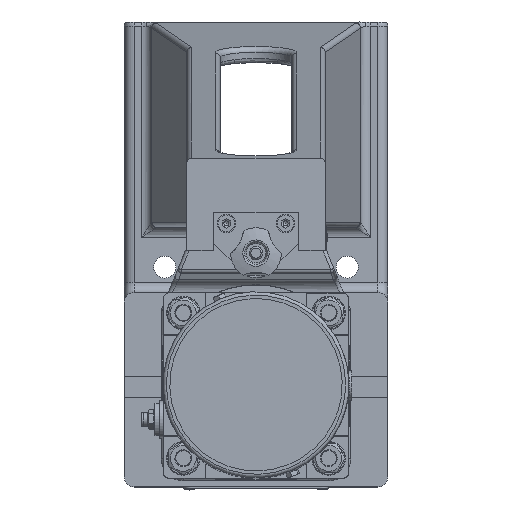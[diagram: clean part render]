
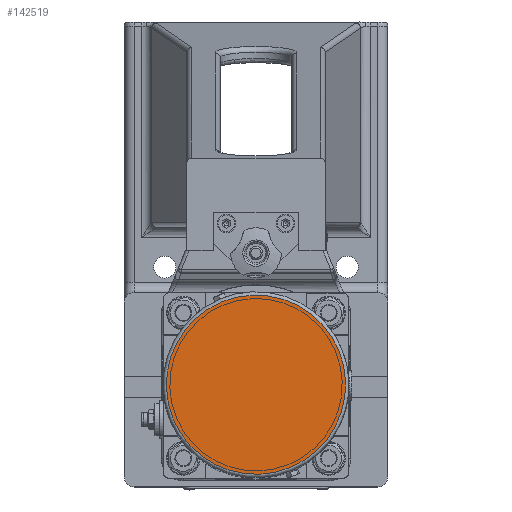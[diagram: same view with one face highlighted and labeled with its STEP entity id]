
A CAD part, top view. The second image highlights one B-rep face of the part: STEP entity #142519.
In plain terms, the highlighted planar face has unit normal (0, 0, 1).
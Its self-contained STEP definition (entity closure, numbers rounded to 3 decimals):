
#38226=PLANE('',#149667);
#45058=FACE_OUTER_BOUND('',#52661,.T.);
#52661=EDGE_LOOP('',(#110850));
#57745=CIRCLE('',#149666,53.);
#64630=VERTEX_POINT('',#210678);
#81229=EDGE_CURVE('',#64630,#64630,#57745,.T.);
#110850=ORIENTED_EDGE('',*,*,#81229,.F.);
#142519=ADVANCED_FACE('',(#45058),#38226,.F.);
#149666=AXIS2_PLACEMENT_3D('',#210679,#166580,#166581);
#149667=AXIS2_PLACEMENT_3D('',#210680,#166582,#166583);
#166580=DIRECTION('center_axis',(0.,0.,
-1.));
#166581=DIRECTION('ref_axis',(-0.924,-0.383,0.));
#166582=DIRECTION('center_axis',(0.,0.,
-1.));
#166583=DIRECTION('ref_axis',(-0.924,-0.383,0.));
#210678=CARTESIAN_POINT('',(48.966,6.282,500.));
#210679=CARTESIAN_POINT('Origin',(0.,-14.,
500.));
#210680=CARTESIAN_POINT('Origin',(0.,-14.,
500.));
